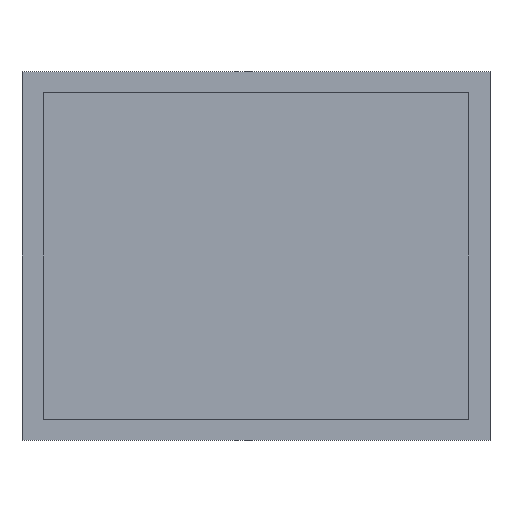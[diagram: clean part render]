
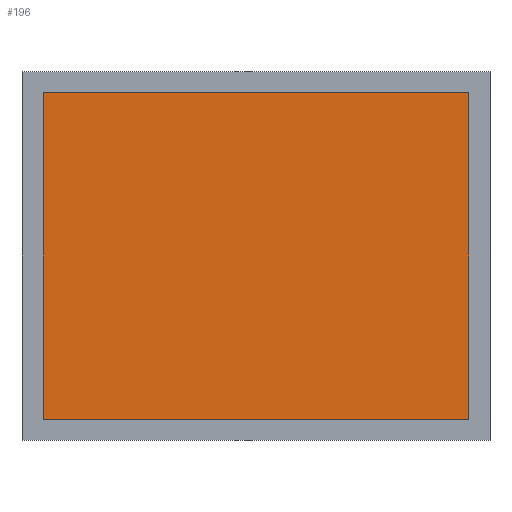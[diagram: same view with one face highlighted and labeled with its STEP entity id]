
A CAD part, front view. The second image highlights one B-rep face of the part: STEP entity #196.
In plain terms, the highlighted planar face has unit normal (0, -1, 0).
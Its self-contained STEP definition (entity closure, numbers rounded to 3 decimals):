
#26=FACE_OUTER_BOUND('',#38,.T.);
#38=EDGE_LOOP('',(#171,#172,#173,#174));
#55=LINE('',#308,#79);
#58=LINE('',#313,#82);
#60=LINE('',#317,#84);
#62=LINE('',#320,#86);
#79=VECTOR('',#254,10.);
#82=VECTOR('',#259,10.151);
#84=VECTOR('',#263,10.);
#86=VECTOR('',#267,10.151);
#99=VERTEX_POINT('',#306);
#100=VERTEX_POINT('',#307);
#101=VERTEX_POINT('',#312);
#102=VERTEX_POINT('',#316);
#119=EDGE_CURVE('',#99,#100,#55,.F.);
#122=EDGE_CURVE('',#101,#99,#58,.T.);
#124=EDGE_CURVE('',#102,#101,#60,.F.);
#126=EDGE_CURVE('',#100,#102,#62,.T.);
#171=ORIENTED_EDGE('',*,*,#126,.F.);
#172=ORIENTED_EDGE('',*,*,#119,.F.);
#173=ORIENTED_EDGE('',*,*,#122,.F.);
#174=ORIENTED_EDGE('',*,*,#124,.F.);
#185=PLANE('',#221);
#196=ADVANCED_FACE('',(#26),#185,.F.);
#221=AXIS2_PLACEMENT_3D('',#321,#268,#269);
#254=DIRECTION('',(0.,0.,1.));
#259=DIRECTION('',(1.,0.,0.));
#263=DIRECTION('',(0.,0.,-1.));
#267=DIRECTION('',(-1.,0.,0.));
#268=DIRECTION('center_axis',(0.,1.,0.));
#269=DIRECTION('ref_axis',(1.,0.,0.));
#306=CARTESIAN_POINT('',(51.212,-0.015,69.853));
#307=CARTESIAN_POINT('',(51.212,-0.015,30.013));
#308=CARTESIAN_POINT('',(51.212,-0.015,59.893));
#312=CARTESIAN_POINT('',(-0.759,-0.015,69.853));
#313=CARTESIAN_POINT('',(-0.784,-0.015,69.853));
#316=CARTESIAN_POINT('',(-0.759,-0.015,30.013));
#317=CARTESIAN_POINT('',(-0.759,-0.015,39.973));
#320=CARTESIAN_POINT('',(51.237,-0.015,30.013));
#321=CARTESIAN_POINT('Origin',(25.227,-0.015,49.933));
